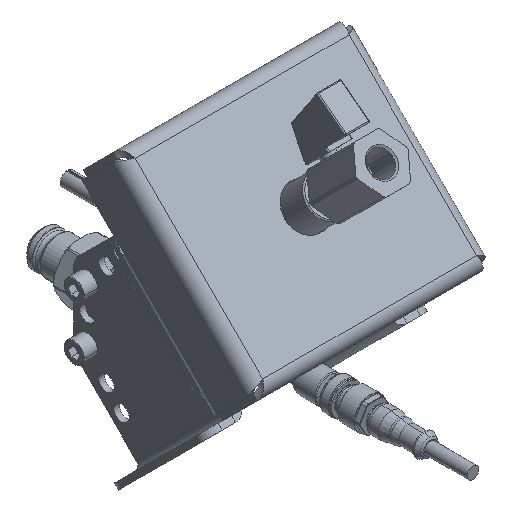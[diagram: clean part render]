
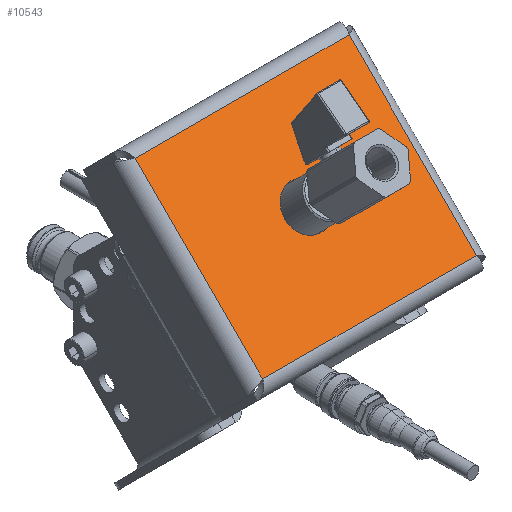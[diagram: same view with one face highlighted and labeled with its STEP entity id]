
A CAD part, isometric view. The second image highlights one B-rep face of the part: STEP entity #10543.
In plain terms, the highlighted planar face has unit normal (0, -0.707, 0.707).
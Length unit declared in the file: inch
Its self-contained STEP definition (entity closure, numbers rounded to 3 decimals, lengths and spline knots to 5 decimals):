
#1772=DIRECTION('',(0.,0.707,0.707));
#1773=VECTOR('',#1772,3.3316);
#1774=CARTESIAN_POINT('',(-1.9762,-3.48634,1.07042));
#1775=LINE('',#1774,#1773);
#1795=CARTESIAN_POINT('',(0.,-2.30844,2.24832));
#1796=DIRECTION('',(0.,0.707,-0.707));
#1797=DIRECTION('',(0.,0.707,0.707));
#1798=AXIS2_PLACEMENT_3D('',#1795,#1796,#1797);
#1800=CARTESIAN_POINT('',(0.,-2.30844,2.24832));
#1801=DIRECTION('',(0.,0.707,-0.707));
#1802=DIRECTION('',(0.,-0.707,-0.707));
#1803=AXIS2_PLACEMENT_3D('',#1800,#1801,#1802);
#1805=DIRECTION('',(1.,0.,0.));
#1806=VECTOR('',#1805,3.9524);
#1807=CARTESIAN_POINT('',(-1.9762,-1.13055,3.42622));
#1808=LINE('',#1807,#1806);
#1956=DIRECTION('',(-1.,0.,0.));
#1957=VECTOR('',#1956,3.9524);
#1958=CARTESIAN_POINT('',(1.9762,-3.48634,1.07042));
#1959=LINE('',#1958,#1957);
#2017=DIRECTION('',(0.,-0.707,-0.707));
#2018=VECTOR('',#2017,3.3316);
#2019=CARTESIAN_POINT('',(1.9762,-1.13055,3.42622));
#2020=LINE('',#2019,#2018);
#7737=CARTESIAN_POINT('',(1.9762,-1.13055,3.42622));
#7738=CARTESIAN_POINT('',(1.9762,-3.48634,1.07042));
#7739=VERTEX_POINT('',#7737);
#7740=VERTEX_POINT('',#7738);
#7741=CARTESIAN_POINT('',(-1.9762,-3.48634,1.07042));
#7742=VERTEX_POINT('',#7741);
#7743=CARTESIAN_POINT('',(-1.9762,-1.13055,3.42622));
#7744=VERTEX_POINT('',#7743);
#7797=CARTESIAN_POINT('',(0.,-2.03225,2.52451));
#7798=CARTESIAN_POINT('',(0.,-2.58464,1.97212));
#7799=VERTEX_POINT('',#7797);
#7800=VERTEX_POINT('',#7798);
#10523=CARTESIAN_POINT('',(0.,-2.30844,2.24832));
#10524=DIRECTION('',(0.,0.707,-0.707));
#10525=DIRECTION('',(1.,0.,0.));
#10526=AXIS2_PLACEMENT_3D('',#10523,#10524,#10525);
#10527=PLANE('',#10526);
#10528=ORIENTED_EDGE('',*,*,#10514,.T.);
#10530=ORIENTED_EDGE('',*,*,#10529,.T.);
#10532=ORIENTED_EDGE('',*,*,#10531,.T.);
#10534=ORIENTED_EDGE('',*,*,#10533,.T.);
#10535=EDGE_LOOP('',(#10528,#10530,#10532,#10534));
#10536=FACE_OUTER_BOUND('',#10535,.F.);
#10538=ORIENTED_EDGE('',*,*,#10537,.F.);
#10540=ORIENTED_EDGE('',*,*,#10539,.F.);
#10541=EDGE_LOOP('',(#10538,#10540));
#10542=FACE_BOUND('',#10541,.F.);
#1799=CIRCLE('',#1798,0.3906);
#1804=CIRCLE('',#1803,0.3906);
#10514=EDGE_CURVE('',#7742,#7744,#1775,.T.);
#10529=EDGE_CURVE('',#7744,#7739,#1808,.T.);
#10531=EDGE_CURVE('',#7739,#7740,#2020,.T.);
#10533=EDGE_CURVE('',#7740,#7742,#1959,.T.);
#10537=EDGE_CURVE('',#7799,#7800,#1799,.T.);
#10539=EDGE_CURVE('',#7800,#7799,#1804,.T.);
#10543=ADVANCED_FACE('',(#10536,#10542),#10527,.F.);
